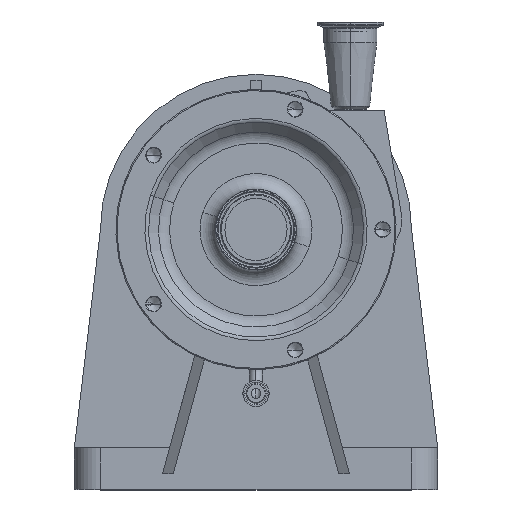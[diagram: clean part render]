
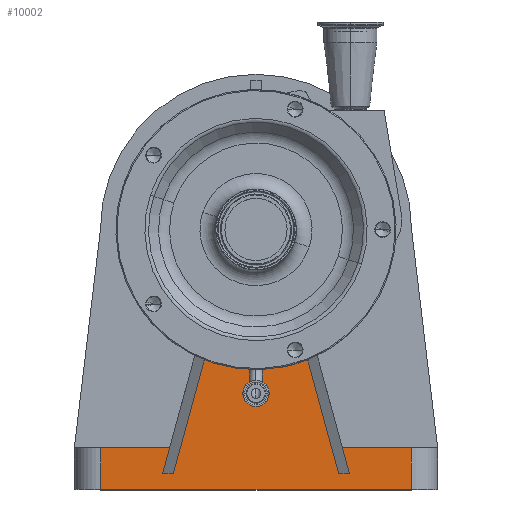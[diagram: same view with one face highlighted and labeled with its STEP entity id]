
A CAD part, top view. The second image highlights one B-rep face of the part: STEP entity #10002.
In plain terms, the highlighted planar face has unit normal (0, 0, 1).
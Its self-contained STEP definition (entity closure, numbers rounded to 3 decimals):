
#74 = DIRECTION ( 'NONE',  ( 1., 0., 0. ) ) ;
#339 = DIRECTION ( 'NONE',  ( 0., -1., 0. ) ) ;
#343 = EDGE_CURVE ( 'NONE', #10556, #3327, #4465, .T. ) ;
#368 = CARTESIAN_POINT ( 'NONE',  ( -149.6, -250., 120. ) ) ;
#372 = VERTEX_POINT ( 'NONE', #9770 ) ;
#511 = CARTESIAN_POINT ( 'NONE',  ( -79.637, -235., 120. ) ) ;
#556 = DIRECTION ( 'NONE',  ( 1., 0., 0. ) ) ;
#678 = CARTESIAN_POINT ( 'NONE',  ( 149.6, -210., 120. ) ) ;
#991 = DIRECTION ( 'NONE',  ( 0.262, 0.965, 0. ) ) ;
#1111 = DIRECTION ( 'NONE',  ( -0.262, 0.965, 0. ) ) ;
#1183 = VERTEX_POINT ( 'NONE', #368 ) ;
#1480 = EDGE_CURVE ( 'NONE', #372, #4921, #2880, .T. ) ;
#1680 = CARTESIAN_POINT ( 'NONE',  ( 87.773, -226.806, 120. ) ) ;
#1694 = CARTESIAN_POINT ( 'NONE',  ( -40.6, -91.387, 120. ) ) ;
#2188 = FACE_OUTER_BOUND ( 'NONE', #7236, .T. ) ;
#2285 = LINE ( 'NONE', #7921, #4499 ) ;
#2327 = CARTESIAN_POINT ( 'NONE',  ( 0., -235., 120. ) ) ;
#2381 = DIRECTION ( 'NONE',  ( 0.262, -0.965, 0. ) ) ;
#2398 = DIRECTION ( 'NONE',  ( -0.262, -0.965, 0. ) ) ;
#2489 = CARTESIAN_POINT ( 'NONE',  ( 79.637, -235., 120. ) ) ;
#2626 = EDGE_CURVE ( 'NONE', #5656, #9805, #6354, .T. ) ;
#2734 = VECTOR ( 'NONE', #4689, 1000. ) ;
#2847 = DIRECTION ( 'NONE',  ( 1., 0., 0. ) ) ;
#2858 = CARTESIAN_POINT ( 'NONE',  ( 0., 0., 120. ) ) ;
#2880 = LINE ( 'NONE', #4402, #4421 ) ;
#3104 = ORIENTED_EDGE ( 'NONE', *, *, #7828, .F. ) ;
#3176 = EDGE_CURVE ( 'NONE', #9328, #1183, #9745, .T. ) ;
#3327 = VERTEX_POINT ( 'NONE', #6585 ) ;
#3391 = CARTESIAN_POINT ( 'NONE',  ( -83.204, -210., 120. ) ) ;
#3485 = ORIENTED_EDGE ( 'NONE', *, *, #5503, .F. ) ;
#3548 = VECTOR ( 'NONE', #2847, 1000. ) ;
#3696 = ORIENTED_EDGE ( 'NONE', *, *, #7104, .T. ) ;
#3888 = CARTESIAN_POINT ( 'NONE',  ( -149.6, -210., 120. ) ) ;
#3964 = DIRECTION ( 'NONE',  ( -1., 0., 0. ) ) ;
#4028 = LINE ( 'NONE', #9633, #6407 ) ;
#4058 = LINE ( 'NONE', #1680, #8387 ) ;
#4076 = CARTESIAN_POINT ( 'NONE',  ( 83.204, -210., 120. ) ) ;
#4250 = EDGE_CURVE ( 'NONE', #1183, #4921, #10078, .T. ) ;
#4288 = LINE ( 'NONE', #9890, #10273 ) ;
#4402 = CARTESIAN_POINT ( 'NONE',  ( 149.6, -210., 120. ) ) ;
#4421 = VECTOR ( 'NONE', #339, 1000. ) ;
#4425 = VECTOR ( 'NONE', #556, 1000. ) ;
#4465 = LINE ( 'NONE', #2327, #4425 ) ;
#4499 = VECTOR ( 'NONE', #9667, 1000. ) ;
#4689 = DIRECTION ( 'NONE',  ( 0., -1., 0. ) ) ;
#4698 = EDGE_CURVE ( 'NONE', #10556, #5656, #10117, .T. ) ;
#4918 = CARTESIAN_POINT ( 'NONE',  ( -40.6, -91.387, 120. ) ) ;
#4921 = VERTEX_POINT ( 'NONE', #8250 ) ;
#5137 = AXIS2_PLACEMENT_3D ( 'NONE', #2858, #5413, #8667 ) ;
#5258 = VERTEX_POINT ( 'NONE', #3391 ) ;
#5398 = VECTOR ( 'NONE', #74, 1000. ) ;
#5413 = DIRECTION ( 'NONE',  ( 0., 0., -1. ) ) ;
#5449 = CARTESIAN_POINT ( 'NONE',  ( -90., -235., 120. ) ) ;
#5503 = EDGE_CURVE ( 'NONE', #9328, #5258, #4028, .T. ) ;
#5546 = VERTEX_POINT ( 'NONE', #5449 ) ;
#5656 = VERTEX_POINT ( 'NONE', #9138 ) ;
#6301 = EDGE_CURVE ( 'NONE', #10112, #3327, #4058, .T. ) ;
#6354 = CIRCLE ( 'NONE', #5137, 100. ) ;
#6374 = ORIENTED_EDGE ( 'NONE', *, *, #3176, .T. ) ;
#6407 = VECTOR ( 'NONE', #9685, 1000. ) ;
#6585 = CARTESIAN_POINT ( 'NONE',  ( 90., -235., 120. ) ) ;
#6631 = CARTESIAN_POINT ( 'NONE',  ( 149.6, -210., 120. ) ) ;
#6686 = ORIENTED_EDGE ( 'NONE', *, *, #343, .F. ) ;
#7072 = VERTEX_POINT ( 'NONE', #511 ) ;
#7104 = EDGE_CURVE ( 'NONE', #5546, #5258, #4288, .T. ) ;
#7236 = EDGE_LOOP ( 'NONE', ( #8420, #3104, #3696, #3485, #6374, #9061, #8235, #8815, #10350, #6686, #9162, #7850 ) ) ;
#7343 = LINE ( 'NONE', #1694, #10573 ) ;
#7350 = CARTESIAN_POINT ( 'NONE',  ( -149.6, -210., 120. ) ) ;
#7617 = EDGE_CURVE ( 'NONE', #10112, #372, #10661, .T. ) ;
#7631 = CARTESIAN_POINT ( 'NONE',  ( 149.6, -250., 120. ) ) ;
#7828 = EDGE_CURVE ( 'NONE', #5546, #7072, #2285, .T. ) ;
#7850 = ORIENTED_EDGE ( 'NONE', *, *, #2626, .T. ) ;
#7921 = CARTESIAN_POINT ( 'NONE',  ( -90., -235., 120. ) ) ;
#7990 = DIRECTION ( 'NONE',  ( 0., 0., -1. ) ) ;
#8043 = PLANE ( 'NONE',  #8135 ) ;
#8135 = AXIS2_PLACEMENT_3D ( 'NONE', #678, #7990, #3964 ) ;
#8235 = ORIENTED_EDGE ( 'NONE', *, *, #1480, .F. ) ;
#8250 = CARTESIAN_POINT ( 'NONE',  ( 149.6, -250., 120. ) ) ;
#8387 = VECTOR ( 'NONE', #2381, 1000. ) ;
#8420 = ORIENTED_EDGE ( 'NONE', *, *, #10104, .T. ) ;
#8667 = DIRECTION ( 'NONE',  ( -1., 0., 0. ) ) ;
#8815 = ORIENTED_EDGE ( 'NONE', *, *, #7617, .F. ) ;
#9016 = VECTOR ( 'NONE', #1111, 1000. ) ;
#9061 = ORIENTED_EDGE ( 'NONE', *, *, #4250, .T. ) ;
#9138 = CARTESIAN_POINT ( 'NONE',  ( 40.6, -91.387, 120. ) ) ;
#9162 = ORIENTED_EDGE ( 'NONE', *, *, #4698, .T. ) ;
#9257 = CARTESIAN_POINT ( 'NONE',  ( 80.35, -237.623, 120. ) ) ;
#9328 = VERTEX_POINT ( 'NONE', #3888 ) ;
#9633 = CARTESIAN_POINT ( 'NONE',  ( 149.6, -210., 120. ) ) ;
#9667 = DIRECTION ( 'NONE',  ( 1., 0., 0. ) ) ;
#9685 = DIRECTION ( 'NONE',  ( 1., 0., 0. ) ) ;
#9745 = LINE ( 'NONE', #7350, #2734 ) ;
#9770 = CARTESIAN_POINT ( 'NONE',  ( 149.6, -210., 120. ) ) ;
#9805 = VERTEX_POINT ( 'NONE', #4918 ) ;
#9890 = CARTESIAN_POINT ( 'NONE',  ( -67.186, -151.072, 120. ) ) ;
#10002 = ADVANCED_FACE ( 'NONE', ( #2188 ), #8043, .F. ) ;
#10078 = LINE ( 'NONE', #7631, #3548 ) ;
#10104 = EDGE_CURVE ( 'NONE', #9805, #7072, #7343, .T. ) ;
#10112 = VERTEX_POINT ( 'NONE', #4076 ) ;
#10117 = LINE ( 'NONE', #9257, #9016 ) ;
#10273 = VECTOR ( 'NONE', #991, 1000. ) ;
#10350 = ORIENTED_EDGE ( 'NONE', *, *, #6301, .T. ) ;
#10556 = VERTEX_POINT ( 'NONE', #2489 ) ;
#10573 = VECTOR ( 'NONE', #2398, 1000. ) ;
#10661 = LINE ( 'NONE', #6631, #5398 ) ;
